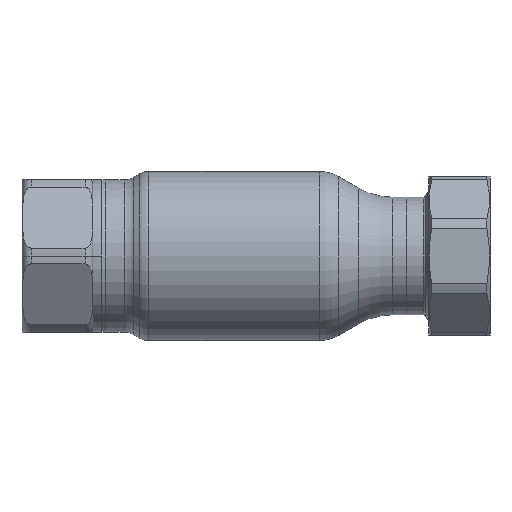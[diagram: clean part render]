
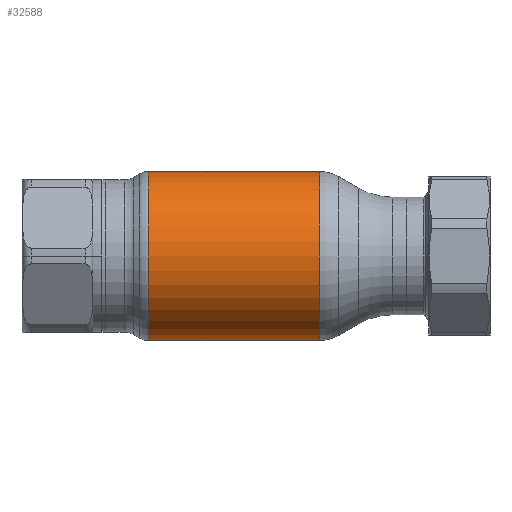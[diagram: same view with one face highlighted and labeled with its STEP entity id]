
A CAD part, front view. The second image highlights one B-rep face of the part: STEP entity #32588.
In plain terms, the highlighted cylindrical face has radius 27.5 mm (diameter 55 mm), a partial arc.
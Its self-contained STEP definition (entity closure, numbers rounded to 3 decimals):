
#1110 = VERTEX_POINT ( 'NONE', #21116 ) ;
#1325 = CARTESIAN_POINT ( 'NONE',  ( -27.785, 0., -27.5 ) ) ;
#2863 = CARTESIAN_POINT ( 'NONE',  ( 62.69, 0., 27.5 ) ) ;
#3193 = ORIENTED_EDGE ( 'NONE', *, *, #6582, .F. ) ;
#4588 = CYLINDRICAL_SURFACE ( 'NONE', #7619, 27.5 ) ;
#5362 = DIRECTION ( 'NONE',  ( 1., 0., 0. ) ) ;
#5606 = ORIENTED_EDGE ( 'NONE', *, *, #58141, .T. ) ;
#6016 = DIRECTION ( 'NONE',  ( 1., 0., 0. ) ) ;
#6440 = DIRECTION ( 'NONE',  ( 0., 0., -1. ) ) ;
#6582 = EDGE_CURVE ( 'NONE', #1110, #12657, #54778, .T. ) ;
#6585 = VERTEX_POINT ( 'NONE', #37281 ) ;
#7619 = AXIS2_PLACEMENT_3D ( 'NONE', #29476, #6016, #20438 ) ;
#10355 = VECTOR ( 'NONE', #17284, 1000. ) ;
#10889 = CIRCLE ( 'NONE', #44545, 27.5 ) ;
#12191 = CARTESIAN_POINT ( 'NONE',  ( 62.69, 0., -27.5 ) ) ;
#12657 = VERTEX_POINT ( 'NONE', #47198 ) ;
#14081 = CARTESIAN_POINT ( 'NONE',  ( 27.785, 0., 0. ) ) ;
#15201 = EDGE_CURVE ( 'NONE', #6585, #48205, #10889, .T. ) ;
#17284 = DIRECTION ( 'NONE',  ( 1., 0., 0. ) ) ;
#20438 = DIRECTION ( 'NONE',  ( 0., 0., -1. ) ) ;
#20568 = DIRECTION ( 'NONE',  ( 1., 0., 0. ) ) ;
#20937 = ORIENTED_EDGE ( 'NONE', *, *, #15201, .T. ) ;
#21116 = CARTESIAN_POINT ( 'NONE',  ( 27.785, 0., 27.5 ) ) ;
#21807 = LINE ( 'NONE', #12191, #10355 ) ;
#23913 = AXIS2_PLACEMENT_3D ( 'NONE', #14081, #5362, #23980 ) ;
#23980 = DIRECTION ( 'NONE',  ( 0., 0., -1. ) ) ;
#24206 = DIRECTION ( 'NONE',  ( 1., 0., 0. ) ) ;
#24967 = ORIENTED_EDGE ( 'NONE', *, *, #37711, .F. ) ;
#25089 = LINE ( 'NONE', #2863, #44333 ) ;
#29476 = CARTESIAN_POINT ( 'NONE',  ( 62.69, 0., 0. ) ) ;
#32588 = ADVANCED_FACE ( 'NONE', ( #50363 ), #4588, .T. ) ;
#37281 = CARTESIAN_POINT ( 'NONE',  ( -27.785, 0., 27.5 ) ) ;
#37711 = EDGE_CURVE ( 'NONE', #6585, #1110, #25089, .T. ) ;
#37868 = EDGE_LOOP ( 'NONE', ( #24967, #20937, #5606, #3193 ) ) ;
#44333 = VECTOR ( 'NONE', #20568, 1000. ) ;
#44545 = AXIS2_PLACEMENT_3D ( 'NONE', #56225, #24206, #6440 ) ;
#47198 = CARTESIAN_POINT ( 'NONE',  ( 27.785, 0., -27.5 ) ) ;
#48205 = VERTEX_POINT ( 'NONE', #1325 ) ;
#50363 = FACE_OUTER_BOUND ( 'NONE', #37868, .T. ) ;
#54778 = CIRCLE ( 'NONE', #23913, 27.5 ) ;
#56225 = CARTESIAN_POINT ( 'NONE',  ( -27.785, 0., 0. ) ) ;
#58141 = EDGE_CURVE ( 'NONE', #48205, #12657, #21807, .T. ) ;
